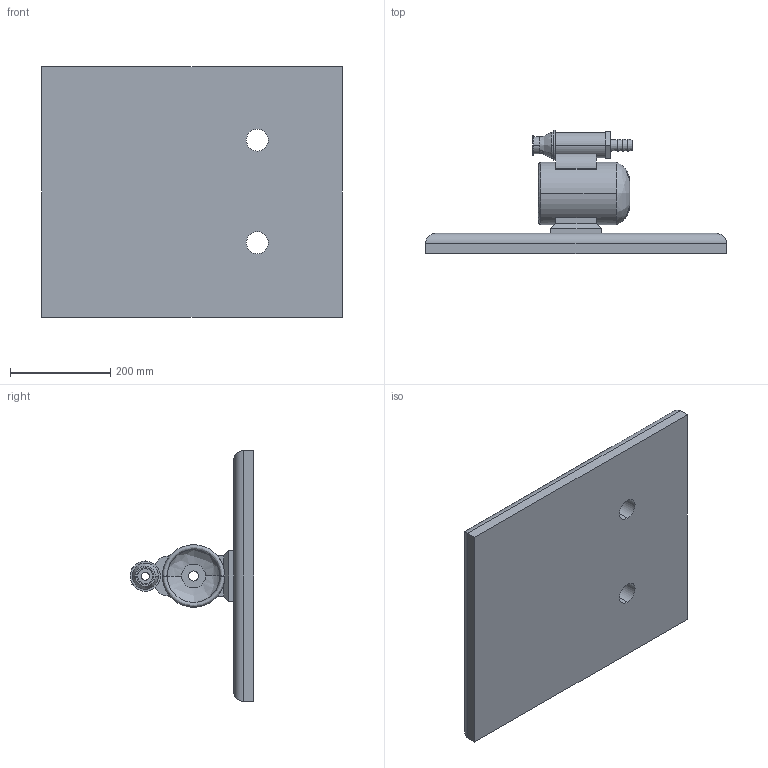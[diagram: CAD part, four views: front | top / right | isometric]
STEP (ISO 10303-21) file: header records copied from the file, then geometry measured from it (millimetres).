
FILE_DESCRIPTION (( 'STEP AP214' ), '1' );
FILE_NAME ('upper part .STEP', '2021-05-24T18:59:22', ( '' ), ( '' ), 'SwSTEP 2.0', 'SolidWorks 2019', '' );
FILE_SCHEMA (( 'AUTOMOTIVE_DESIGN' ));
Length unit declared in the file: centimetre
Products named in the file (1): upper part 
Bounding box: 600 x 246.39 x 500 mm (x, y, z)
Volume: 12385475.7 mm3; surface area: 900549.3 mm2
Topology: 2 solids, 2 shells, 110 faces, 258 edges, 168 vertices
Faces by surface type: plane 54, cylinder 38, bspline 10, cone 8
Entity records: 5045 total; most frequent: CARTESIAN_POINT 1255, DIRECTION 558, ORIENTED_EDGE 516, EDGE_CURVE 258, AXIS2_PLACEMENT_3D 215, VERTEX_POINT 168, EDGE_LOOP 134, VECTOR 128
